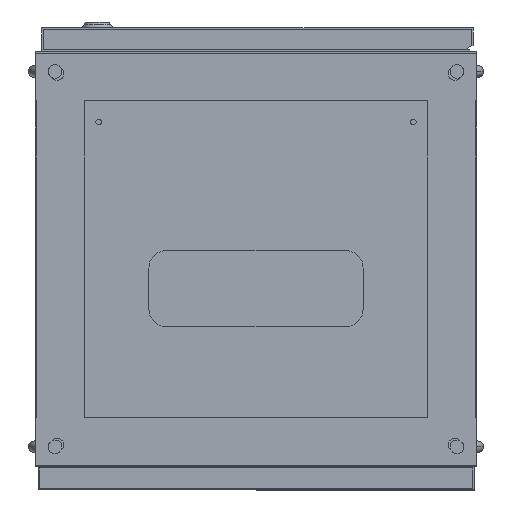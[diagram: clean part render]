
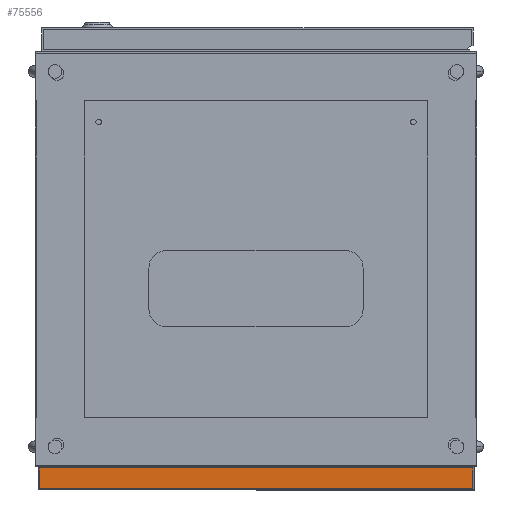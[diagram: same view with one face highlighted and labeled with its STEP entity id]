
A CAD part, front view. The second image highlights one B-rep face of the part: STEP entity #75556.
In plain terms, the highlighted planar face has unit normal (0, -1, 0).
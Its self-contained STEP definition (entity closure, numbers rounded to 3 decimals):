
#1129 = VECTOR ( 'NONE', #40765, 1000. ) ;
#4999 = VECTOR ( 'NONE', #53930, 1000. ) ;
#8495 = VERTEX_POINT ( 'NONE', #68613 ) ;
#9271 = CARTESIAN_POINT ( 'NONE',  ( -222.5, -997.5, 0. ) ) ;
#10106 = PLANE ( 'NONE',  #50612 ) ;
#14631 = FACE_OUTER_BOUND ( 'NONE', #28054, .T. ) ;
#16022 = CARTESIAN_POINT ( 'NONE',  ( -222.5, -997.5, -1.5 ) ) ;
#18437 = CARTESIAN_POINT ( 'NONE',  ( 222.5, -997.5, -1.5 ) ) ;
#18642 = VERTEX_POINT ( 'NONE', #63855 ) ;
#21492 = CARTESIAN_POINT ( 'NONE',  ( -222.5, -997.5, 0. ) ) ;
#21997 = DIRECTION ( 'NONE',  ( 0., 0., -1. ) ) ;
#23696 = EDGE_CURVE ( 'NONE', #8495, #25151, #76241, .T. ) ;
#24275 = EDGE_CURVE ( 'NONE', #56707, #18642, #36536, .T. ) ;
#24613 = EDGE_CURVE ( 'NONE', #25151, #18642, #71476, .T. ) ;
#24743 = EDGE_CURVE ( 'NONE', #56707, #8495, #67757, .T. ) ;
#25151 = VERTEX_POINT ( 'NONE', #9271 ) ;
#28054 = EDGE_LOOP ( 'NONE', ( #37345, #42553, #32240, #46657 ) ) ;
#32240 = ORIENTED_EDGE ( 'NONE', *, *, #24743, .F. ) ;
#36536 = LINE ( 'NONE', #18437, #4999 ) ;
#37345 = ORIENTED_EDGE ( 'NONE', *, *, #24613, .F. ) ;
#40765 = DIRECTION ( 'NONE',  ( -1., 0., 0. ) ) ;
#42553 = ORIENTED_EDGE ( 'NONE', *, *, #23696, .F. ) ;
#46657 = ORIENTED_EDGE ( 'NONE', *, *, #24275, .T. ) ;
#47574 = DIRECTION ( 'NONE',  ( 0., 0., 1. ) ) ;
#50612 = AXIS2_PLACEMENT_3D ( 'NONE', #16022, #57453, #21997 ) ;
#51412 = VECTOR ( 'NONE', #47574, 1000. ) ;
#53930 = DIRECTION ( 'NONE',  ( 0., 0., 1. ) ) ;
#55868 = VECTOR ( 'NONE', #63084, 1000. ) ;
#56707 = VERTEX_POINT ( 'NONE', #59920 ) ;
#57453 = DIRECTION ( 'NONE',  ( 0., -1., 0. ) ) ;
#59920 = CARTESIAN_POINT ( 'NONE',  ( 222.5, -997.5, -24. ) ) ;
#63084 = DIRECTION ( 'NONE',  ( 1., 0., 0. ) ) ;
#63855 = CARTESIAN_POINT ( 'NONE',  ( 222.5, -997.5, 0. ) ) ;
#67757 = LINE ( 'NONE', #70011, #1129 ) ;
#68613 = CARTESIAN_POINT ( 'NONE',  ( -222.5, -997.5, -24. ) ) ;
#70011 = CARTESIAN_POINT ( 'NONE',  ( 222.5, -997.5, -24. ) ) ;
#71476 = LINE ( 'NONE', #21492, #55868 ) ;
#75556 = ADVANCED_FACE ( 'NONE', ( #14631 ), #10106, .T. ) ;
#76241 = LINE ( 'NONE', #76579, #51412 ) ;
#76579 = CARTESIAN_POINT ( 'NONE',  ( -222.5, -997.5, -1.5 ) ) ;
